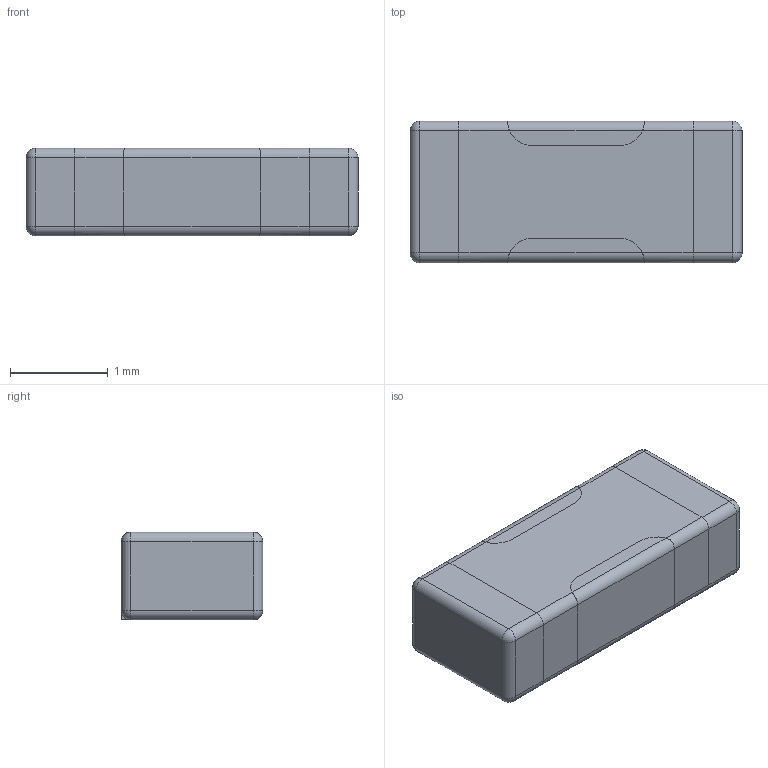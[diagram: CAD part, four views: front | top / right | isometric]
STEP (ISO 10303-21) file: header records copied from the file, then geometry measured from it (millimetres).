
FILE_DESCRIPTION((''),'2;1');
FILE_NAME('IND_MURATA_NFM3DC.stp','2010-09-28T16:40:29',(''),(''),'Mechanical Desktop 2010','Mechanical Desktop 2010',', , ');
FILE_SCHEMA(('AUTOMOTIVE_DESIGN { 1 2 10303 214 1 1 1 1 }'));
Length unit declared in the file: millimetre
Products named in the file (1): Product
Bounding box: 3.4 x 1.45 x 0.9 mm (x, y, z)
Volume: 4.4 mm3; surface area: 28.8 mm2
Topology: 5 solids, 5 shells, 73 faces, 173 edges, 102 vertices
Faces by surface type: cylinder 35, plane 30, sphere 8
Entity records: 2175 total; most frequent: CARTESIAN_POINT 476, DIRECTION 353, ORIENTED_EDGE 330, EDGE_CURVE 165, AXIS2_PLACEMENT_3D 129, VERTEX_POINT 102, VECTOR 95, LINE 95
